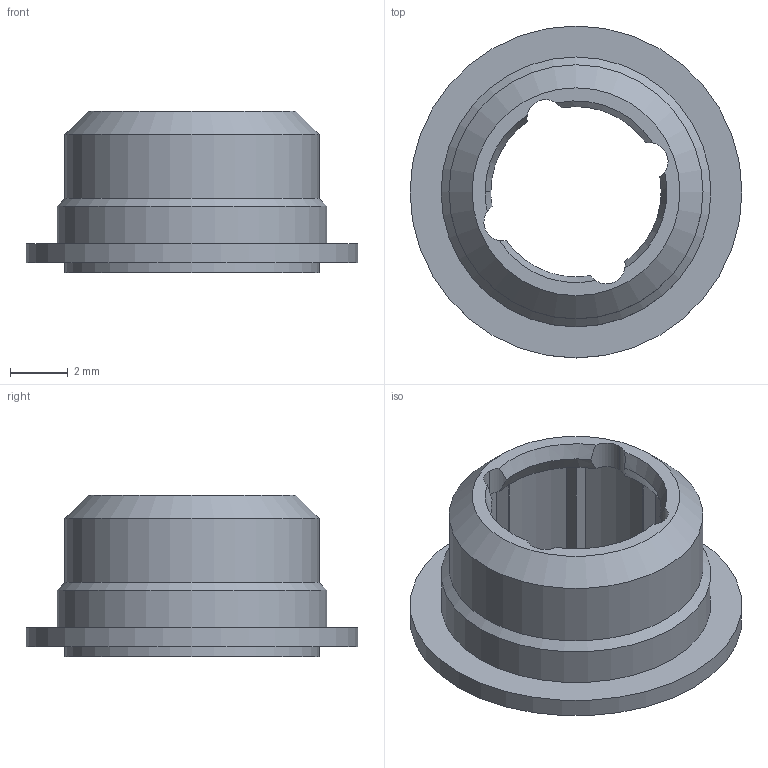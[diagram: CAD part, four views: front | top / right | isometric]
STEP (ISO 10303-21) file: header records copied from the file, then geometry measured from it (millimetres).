
FILE_DESCRIPTION(('FreeCAD Model'),'2;1');
FILE_NAME('Open CASCADE Shape Model','2024-03-14T16:43:24',('FreeCAD'),( 'FreeCAD'),'Open CASCADE STEP processor 7.6','FreeCAD','Unknown');
FILE_SCHEMA(('AUTOMOTIVE_DESIGN { 1 0 10303 214 1 1 1 1 }'));
Length unit declared in the file: millimetre
Products named in the file (1): Open CASCADE STEP translator 7.6 4
Bounding box: 11.5 x 11.5 x 5.6 mm (x, y, z)
Volume: 156.3 mm3; surface area: 417.7 mm2
Topology: 1 solids, 1 shells, 54 faces, 142 edges, 93 vertices
Faces by surface type: plane 21, cylinder 20, cone 13
Full cylindrical faces by diameter (mm): 8.8 x2, 9.35 x1, 11.5 x1
Entity records: 1777 total; most frequent: CARTESIAN_POINT 386, DIRECTION 309, ORIENTED_EDGE 284, EDGE_CURVE 142, AXIS2_PLACEMENT_3D 128, VERTEX_POINT 93, FACE_BOUND 59, EDGE_LOOP 59
